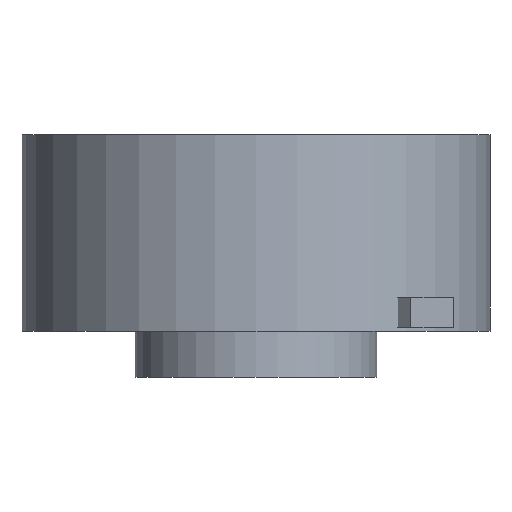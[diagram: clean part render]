
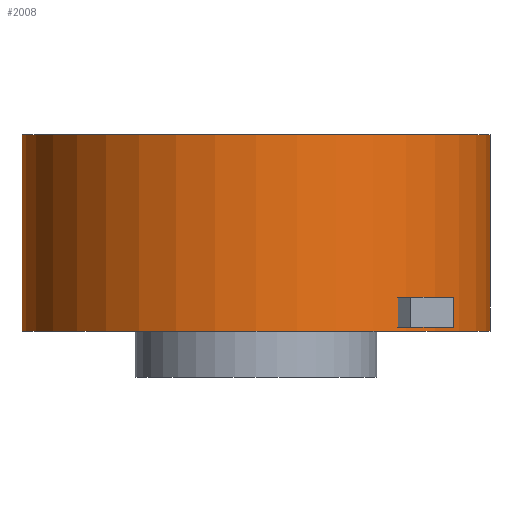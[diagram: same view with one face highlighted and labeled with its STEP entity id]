
A CAD part, front view. The second image highlights one B-rep face of the part: STEP entity #2008.
In plain terms, the highlighted cylindrical face has radius 31 mm (diameter 62 mm), a full revolution.
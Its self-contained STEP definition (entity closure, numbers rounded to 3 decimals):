
#1952=CARTESIAN_POINT('',(31.,-0.,-92.));
#1953=VERTEX_POINT('',#1952);
#1954=CARTESIAN_POINT('',(0.,0.,-92.));
#1955=DIRECTION('',(0.,0.,1.));
#1956=DIRECTION('',(1.,0.,-0.));
#1957=AXIS2_PLACEMENT_3D('',#1954,#1955,#1956);
#1958=CIRCLE('',#1957,31.);
#1959=EDGE_CURVE('',#1953,#1953,#1958,.T.);
#1984=CARTESIAN_POINT('',(0.,0.,-89.));
#1985=DIRECTION('',(0.,0.,1.));
#1986=DIRECTION('',(1.,0.,-0.));
#1987=AXIS2_PLACEMENT_3D('',#1984,#1985,#1986);
#1988=CYLINDRICAL_SURFACE('',#1987,31.);
#1989=CARTESIAN_POINT('',(31.,-0.,-66.));
#1990=VERTEX_POINT('',#1989);
#1991=CARTESIAN_POINT('',(31.,0.,-66.));
#1992=DIRECTION('',(-0.,-0.,-1.));
#1993=VECTOR('',#1992,26.);
#1994=LINE('',#1991,#1993);
#1995=EDGE_CURVE('',#1990,#1953,#1994,.T.);
#1996=ORIENTED_EDGE('',*,*,#1995,.T.);
#1997=ORIENTED_EDGE('',*,*,#1959,.T.);
#1998=ORIENTED_EDGE('',*,*,#1995,.F.);
#1999=CARTESIAN_POINT('',(0.,0.,-66.));
#2000=DIRECTION('',(0.,0.,1.));
#2001=DIRECTION('',(1.,0.,-0.));
#2002=AXIS2_PLACEMENT_3D('',#1999,#2000,#2001);
#2003=CIRCLE('',#2002,31.);
#2004=EDGE_CURVE('',#1990,#1990,#2003,.T.);
#2005=ORIENTED_EDGE('',*,*,#2004,.F.);
#2006=EDGE_LOOP('',(#1996,#1997,#1998,#2005));
#2007=FACE_BOUND('',#2006,.T.);
#2008=ADVANCED_FACE('',(#2007),#1988,.T.);
